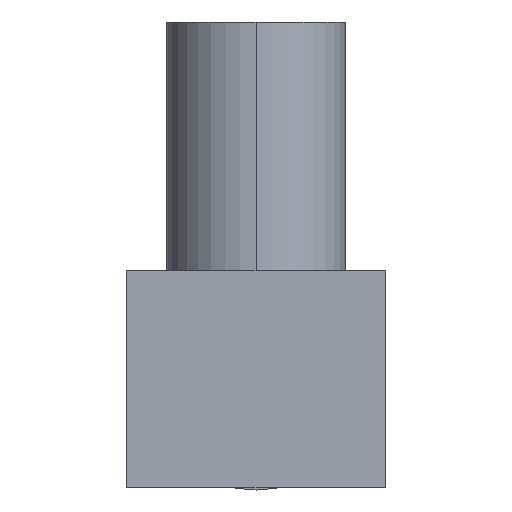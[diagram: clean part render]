
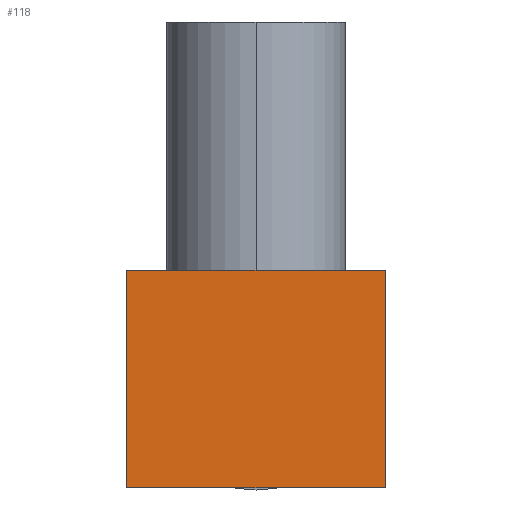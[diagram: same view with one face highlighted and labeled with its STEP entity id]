
A CAD part, left-side view. The second image highlights one B-rep face of the part: STEP entity #118.
In plain terms, the highlighted planar face has unit normal (-1, 0, 0).
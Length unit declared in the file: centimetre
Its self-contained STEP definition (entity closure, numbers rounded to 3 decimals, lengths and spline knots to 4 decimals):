
#118=ADVANCED_FACE('0:46',(#206),#207,.T.);
#206=FACE_OUTER_BOUND('',#278,.T.);
#207=PLANE('',#279);
#278=EDGE_LOOP('',(#336,#337,#338,#339));
#279=AXIS2_PLACEMENT_3D('',#340,#341,#342);
#336=ORIENTED_EDGE('',*,*,#438,.T.);
#337=ORIENTED_EDGE('',*,*,#439,.F.);
#338=ORIENTED_EDGE('',*,*,#440,.F.);
#339=ORIENTED_EDGE('',*,*,#435,.T.);
#340=CARTESIAN_POINT('',(-1.0,0.0,0.5));
#341=DIRECTION('',(-1.0,0.0,0.0));
#342=DIRECTION('',(0.0,0.0,1.0));
#435=EDGE_CURVE('0:73',#481,#479,#482,.T.);
#438=EDGE_CURVE('0:79',#479,#485,#486,.T.);
#439=EDGE_CURVE('0:82',#487,#485,#488,.T.);
#440=EDGE_CURVE('0:85',#481,#487,#489,.T.);
#479=VERTEX_POINT('',#540);
#481=VERTEX_POINT('',#543);
#482=LINE('',#544,#545);
#485=VERTEX_POINT('',#549);
#486=LINE('',#550,#551);
#487=VERTEX_POINT('',#552);
#488=LINE('',#553,#554);
#489=LINE('',#555,#556);
#540=CARTESIAN_POINT('',(-1.0,1.19,1.0));
#543=CARTESIAN_POINT('',(-1.0,0.0,1.0));
#544=CARTESIAN_POINT('',(-1.0,0.0,1.0));
#545=VECTOR('',#604,0.);
#549=CARTESIAN_POINT('',(-1.0,1.19,0.0));
#550=CARTESIAN_POINT('',(-1.0,1.19,1.0));
#551=VECTOR('',#606,0.);
#552=CARTESIAN_POINT('',(-1.0,0.0,0.0));
#553=CARTESIAN_POINT('',(-1.0,0.0,0.0));
#554=VECTOR('',#607,0.);
#555=CARTESIAN_POINT('',(-1.0,0.0,1.0));
#556=VECTOR('',#608,0.);
#604=DIRECTION('',(0.0,1.0,0.0));
#606=DIRECTION('',(0.0,0.0,-1.0));
#607=DIRECTION('',(0.0,1.0,0.0));
#608=DIRECTION('',(0.0,0.0,-1.0));
